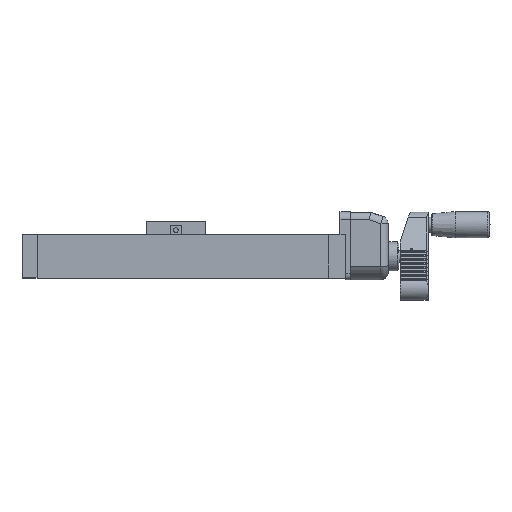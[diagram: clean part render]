
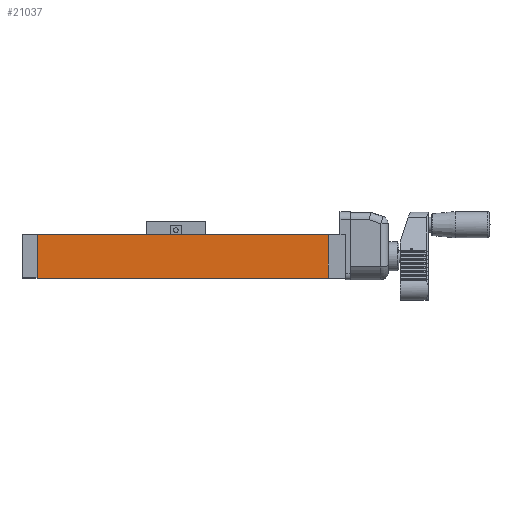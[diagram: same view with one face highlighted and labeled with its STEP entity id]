
A CAD part, left-side view. The second image highlights one B-rep face of the part: STEP entity #21037.
In plain terms, the highlighted planar face has unit normal (-1, 0, 0).
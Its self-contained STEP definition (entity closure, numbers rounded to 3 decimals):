
#792=LINE('',#27867,#1989);
#794=LINE('',#27871,#1991);
#795=LINE('',#27873,#1992);
#796=LINE('',#27875,#1993);
#1989=VECTOR('',#23681,1000.);
#1991=VECTOR('',#23685,1000.);
#1992=VECTOR('',#23686,1000.);
#1993=VECTOR('',#23687,1000.);
#3117=PLANE('',#22034);
#3829=ORIENTED_EDGE('',*,*,#8159,.F.);
#3830=ORIENTED_EDGE('',*,*,#8160,.F.);
#3831=ORIENTED_EDGE('',*,*,#8161,.T.);
#3832=ORIENTED_EDGE('',*,*,#8157,.T.);
#8157=EDGE_CURVE('',#10307,#10306,#792,.T.);
#8159=EDGE_CURVE('',#10308,#10306,#794,.T.);
#8160=EDGE_CURVE('',#10309,#10308,#795,.T.);
#8161=EDGE_CURVE('',#10309,#10307,#796,.T.);
#10306=VERTEX_POINT('',#27866);
#10307=VERTEX_POINT('',#27868);
#10308=VERTEX_POINT('',#27872);
#10309=VERTEX_POINT('',#27874);
#12281=EDGE_LOOP('',(#3829,#3830,#3831,#3832));
#13517=FACE_BOUND('',#12281,.T.);
#21037=ADVANCED_FACE('',(#13517),#3117,.F.);
#22034=AXIS2_PLACEMENT_3D('',#27870,#23683,#23684);
#23681=DIRECTION('',(0.,1.,0.));
#23683=DIRECTION('',(1.,0.,0.));
#23684=DIRECTION('',(0.,0.,-1.));
#23685=DIRECTION('',(0.,0.,1.));
#23686=DIRECTION('',(0.,1.,0.));
#23687=DIRECTION('',(0.,0.,1.));
#27866=CARTESIAN_POINT('',(-15.,200.,15.));
#27867=CARTESIAN_POINT('',(-15.,100.,15.));
#27868=CARTESIAN_POINT('',(-15.,0.,15.));
#27870=CARTESIAN_POINT('',(-15.,100.,-15.));
#27871=CARTESIAN_POINT('',(-15.,200.,-15.));
#27872=CARTESIAN_POINT('',(-15.,200.,-15.));
#27873=CARTESIAN_POINT('',(-15.,100.,-15.));
#27874=CARTESIAN_POINT('',(-15.,0.,-15.));
#27875=CARTESIAN_POINT('',(-15.,0.,-15.));
